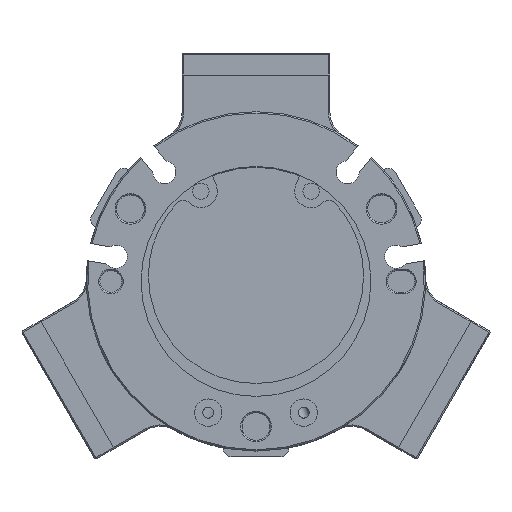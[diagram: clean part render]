
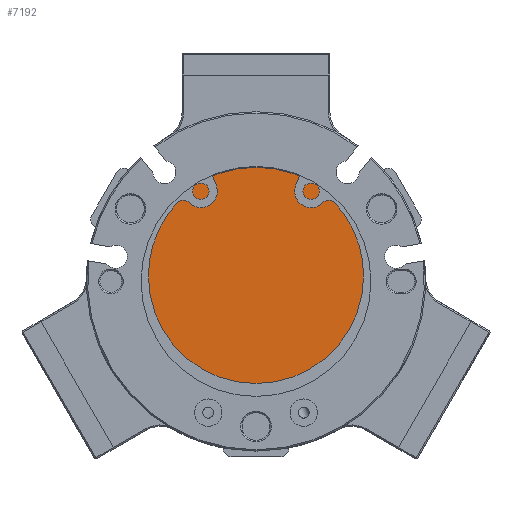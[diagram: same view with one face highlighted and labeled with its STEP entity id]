
A CAD part, front view. The second image highlights one B-rep face of the part: STEP entity #7192.
In plain terms, the highlighted planar face has unit normal (0, -1, 0).
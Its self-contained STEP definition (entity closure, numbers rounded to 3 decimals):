
#141 = EDGE_CURVE ( 'NONE', #43209, #24072, #2843, .T. ) ;
#193 = CARTESIAN_POINT ( 'NONE',  ( 0., 4., -20.85 ) ) ;
#2843 = CIRCLE ( 'NONE', #34434, 20.85 ) ;
#5484 = AXIS2_PLACEMENT_3D ( 'NONE', #20619, #50572, #18026 ) ;
#7192 = ADVANCED_FACE ( 'NONE', ( #19919 ), #48266, .T. ) ;
#12687 = ORIENTED_EDGE ( 'NONE', *, *, #24741, .T. ) ;
#14444 = DIRECTION ( 'NONE',  ( 0., -1., 0. ) ) ;
#17613 = EDGE_LOOP ( 'NONE', ( #12687, #45746 ) ) ;
#18026 = DIRECTION ( 'NONE',  ( 0., 0., 1. ) ) ;
#19919 = FACE_OUTER_BOUND ( 'NONE', #17613, .T. ) ;
#20619 = CARTESIAN_POINT ( 'NONE',  ( 0., 4., 0. ) ) ;
#24072 = VERTEX_POINT ( 'NONE', #38512 ) ;
#24741 = EDGE_CURVE ( 'NONE', #24072, #43209, #34153, .T. ) ;
#32870 = AXIS2_PLACEMENT_3D ( 'NONE', #36826, #37290, #35927 ) ;
#34153 = CIRCLE ( 'NONE', #5484, 20.85 ) ;
#34434 = AXIS2_PLACEMENT_3D ( 'NONE', #46738, #14444, #34547 ) ;
#34547 = DIRECTION ( 'NONE',  ( 0., 0., 1. ) ) ;
#35927 = DIRECTION ( 'NONE',  ( 0., 0., 1. ) ) ;
#36826 = CARTESIAN_POINT ( 'NONE',  ( 0., 4., 0. ) ) ;
#37290 = DIRECTION ( 'NONE',  ( 0., -1., 0. ) ) ;
#38512 = CARTESIAN_POINT ( 'NONE',  ( 0., 4., 20.85 ) ) ;
#43209 = VERTEX_POINT ( 'NONE', #193 ) ;
#45746 = ORIENTED_EDGE ( 'NONE', *, *, #141, .T. ) ;
#46738 = CARTESIAN_POINT ( 'NONE',  ( 0., 4., 0. ) ) ;
#48266 = PLANE ( 'NONE',  #32870 ) ;
#50572 = DIRECTION ( 'NONE',  ( 0., -1., 0. ) ) ;
